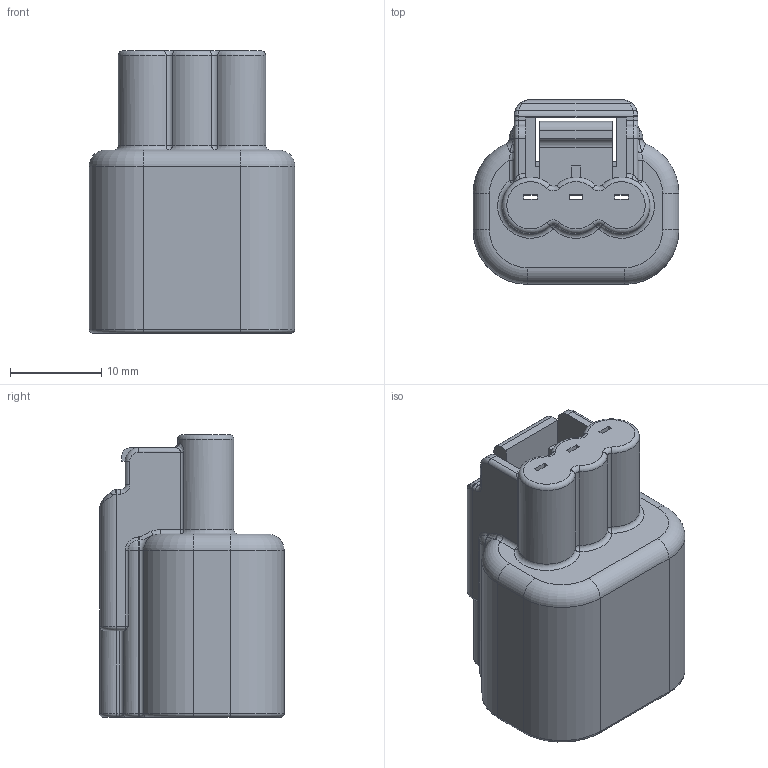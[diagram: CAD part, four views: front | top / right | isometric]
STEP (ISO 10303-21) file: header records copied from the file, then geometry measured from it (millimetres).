
FILE_DESCRIPTION(/* description */ (''),/* implementation_level */ '2;1');
FILE_NAME(/* name */ 'EPC15-3S.stp',/* time_stamp */ '2023-03-28T16:18:14-05:00',/* author */ (''),/* organization */ ('Corsa Technic, LLC'),/* preprocessor_version */ 'ST-DEVELOPER v19.2',/* originating_system */ 'Autodesk Translation Framework v11.17.0.187',/* authorisation */ '3D design STEP models are provided for reference only. STEP models DO NOT provide accurate tolerance information and the model may not be constructed to the nominal nor the manufacturing-optimized version of the design. User assumes all risks from use of these models. Corsa Technic, LLC makes no representation or warranty (expressed or implied) with respect to the STEP models, including but not limited to the accuracy or completeness of product dimensions or any other technical specifications contained in or accompanying the STEP models, non-infringement of third party rights, and quality, suitability, fitness for purpose or title.');
FILE_SCHEMA (('AUTOMOTIVE_DESIGN { 1 0 10303 214 3 1 1 }'));
Length unit declared in the file: millimetre
Products named in the file (1): EPC15-3S
Bounding box: 22.6 x 20.25 x 31 mm (x, y, z)
Volume: 6109.3 mm3; surface area: 5731.1 mm2
Topology: 1 solids, 1 shells, 272 faces, 700 edges, 428 vertices
Faces by surface type: cylinder 102, plane 97, torus 49, bspline 14, sphere 6, cone 4
Entity records: 9419 total; most frequent: CARTESIAN_POINT 2707, DIRECTION 1457, ORIENTED_EDGE 1392, EDGE_CURVE 696, AXIS2_PLACEMENT_3D 545, VERTEX_POINT 428, LINE 367, VECTOR 367
